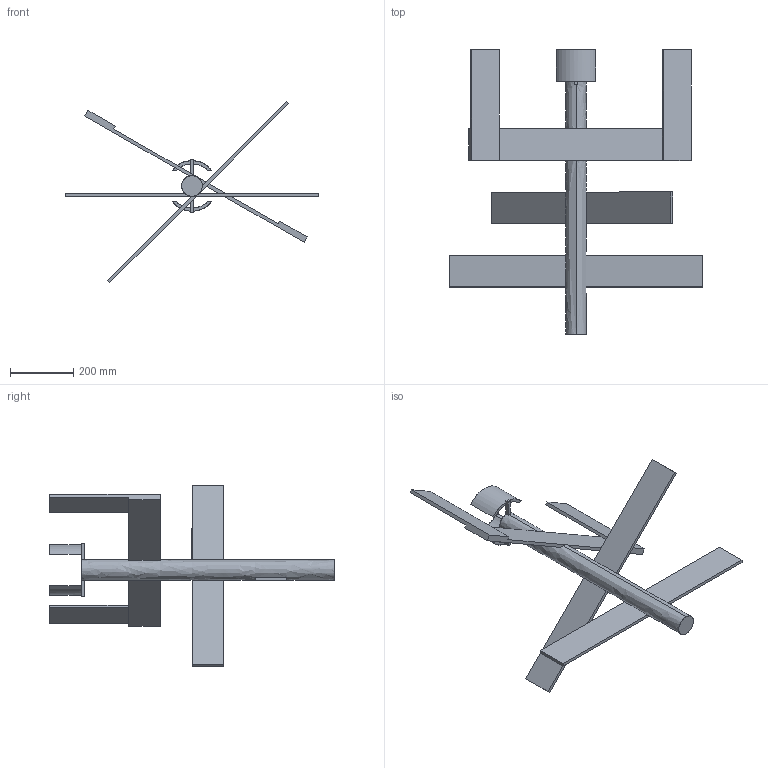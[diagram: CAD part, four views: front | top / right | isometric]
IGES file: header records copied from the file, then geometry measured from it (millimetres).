
Start section: SolidWorks IGES file using analytic representation for surfaces
Global section: file name: Bras multipales soudees evo1.IGS; native system: SolidWorks 2021; preprocessor: SolidWorks 2021; author: ckecke; date: 220311.043341; units: millimetre
Bounding box: 800 x 900 x 572.76 mm (x, y, z)
Surface area: 854879.7 mm2 (no closed solid volume)
Topology: 0 solids, 0 shells, 65 faces, 635 edges, 635 vertices
Faces by surface type: bspline 57, revolution 8
